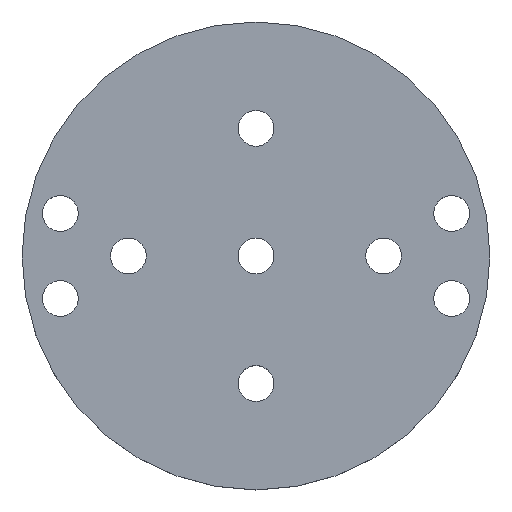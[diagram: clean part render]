
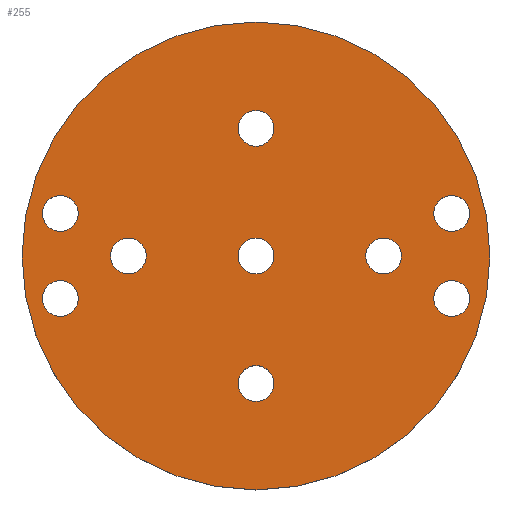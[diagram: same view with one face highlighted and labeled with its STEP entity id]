
A CAD part, top view. The second image highlights one B-rep face of the part: STEP entity #255.
In plain terms, the highlighted planar face has unit normal (0, 0, 1).
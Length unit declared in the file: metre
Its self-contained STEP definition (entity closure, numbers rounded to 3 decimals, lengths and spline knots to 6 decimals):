
#56=ORIENTED_EDGE('',*,*,#85,.T.);
#57=ORIENTED_EDGE('',*,*,#84,.F.);
#58=ORIENTED_EDGE('',*,*,#87,.F.);
#59=ORIENTED_EDGE('',*,*,#89,.F.);
#60=ORIENTED_EDGE('',*,*,#90,.F.);
#61=ORIENTED_EDGE('',*,*,#92,.F.);
#62=ORIENTED_EDGE('',*,*,#94,.F.);
#63=ORIENTED_EDGE('',*,*,#95,.F.);
#64=ORIENTED_EDGE('',*,*,#96,.F.);
#65=ORIENTED_EDGE('',*,*,#97,.F.);
#84=EDGE_CURVE('',#108,#108,#132,.T.);
#85=EDGE_CURVE('',#109,#109,#133,.T.);
#87=EDGE_CURVE('',#111,#111,#135,.T.);
#89=EDGE_CURVE('',#113,#113,#137,.T.);
#90=EDGE_CURVE('',#114,#114,#138,.T.);
#92=EDGE_CURVE('',#116,#116,#140,.T.);
#94=EDGE_CURVE('',#118,#118,#142,.T.);
#95=EDGE_CURVE('',#119,#119,#143,.T.);
#96=EDGE_CURVE('',#120,#120,#144,.T.);
#97=EDGE_CURVE('',#121,#121,#145,.T.);
#108=VERTEX_POINT('',#419);
#109=VERTEX_POINT('',#422);
#111=VERTEX_POINT('',#427);
#113=VERTEX_POINT('',#432);
#114=VERTEX_POINT('',#435);
#116=VERTEX_POINT('',#440);
#118=VERTEX_POINT('',#445);
#119=VERTEX_POINT('',#448);
#120=VERTEX_POINT('',#451);
#121=VERTEX_POINT('',#454);
#132=CIRCLE('',#285,0.0021);
#133=CIRCLE('',#287,0.0275);
#135=CIRCLE('',#290,0.0021);
#137=CIRCLE('',#293,0.0021);
#138=CIRCLE('',#295,0.0021);
#140=CIRCLE('',#298,0.0021);
#142=CIRCLE('',#301,0.0021);
#143=CIRCLE('',#303,0.0021);
#144=CIRCLE('',#305,0.0021);
#145=CIRCLE('',#307,0.0021);
#176=EDGE_LOOP('',(#56));
#177=EDGE_LOOP('',(#57));
#178=EDGE_LOOP('',(#58));
#179=EDGE_LOOP('',(#59));
#180=EDGE_LOOP('',(#60));
#181=EDGE_LOOP('',(#61));
#182=EDGE_LOOP('',(#62));
#183=EDGE_LOOP('',(#63));
#184=EDGE_LOOP('',(#64));
#185=EDGE_LOOP('',(#65));
#224=FACE_BOUND('',#176,.T.);
#225=FACE_BOUND('',#177,.T.);
#226=FACE_BOUND('',#178,.T.);
#227=FACE_BOUND('',#179,.T.);
#228=FACE_BOUND('',#180,.T.);
#229=FACE_BOUND('',#181,.T.);
#230=FACE_BOUND('',#182,.T.);
#231=FACE_BOUND('',#183,.T.);
#232=FACE_BOUND('',#184,.T.);
#233=FACE_BOUND('',#185,.T.);
#243=PLANE('',#308);
#255=ADVANCED_FACE('',(#224,#225,#226,#227,#228,#229,#230,#231,#232,#233),
#243,.T.);
#285=AXIS2_PLACEMENT_3D('',#418,#339,#340);
#287=AXIS2_PLACEMENT_3D('',#421,#343,#344);
#290=AXIS2_PLACEMENT_3D('',#426,#349,#350);
#293=AXIS2_PLACEMENT_3D('',#431,#355,#356);
#295=AXIS2_PLACEMENT_3D('',#434,#359,#360);
#298=AXIS2_PLACEMENT_3D('',#439,#365,#366);
#301=AXIS2_PLACEMENT_3D('',#444,#371,#372);
#303=AXIS2_PLACEMENT_3D('',#447,#375,#376);
#305=AXIS2_PLACEMENT_3D('',#450,#379,#380);
#307=AXIS2_PLACEMENT_3D('',#453,#383,#384);
#308=AXIS2_PLACEMENT_3D('',#455,#385,#386);
#339=DIRECTION('',(0.,0.,1.));
#340=DIRECTION('',(1.,0.,0.));
#343=DIRECTION('',(0.,0.,1.));
#344=DIRECTION('',(1.,0.,0.));
#349=DIRECTION('',(0.,0.,1.));
#350=DIRECTION('',(1.,0.,0.));
#355=DIRECTION('',(0.,0.,1.));
#356=DIRECTION('',(1.,0.,0.));
#359=DIRECTION('',(0.,0.,1.));
#360=DIRECTION('',(1.,0.,0.));
#365=DIRECTION('',(0.,0.,1.));
#366=DIRECTION('',(1.,0.,0.));
#371=DIRECTION('',(0.,0.,1.));
#372=DIRECTION('',(1.,0.,0.));
#375=DIRECTION('',(0.,0.,1.));
#376=DIRECTION('',(1.,0.,0.));
#379=DIRECTION('',(0.,0.,1.));
#380=DIRECTION('',(1.,0.,0.));
#383=DIRECTION('',(0.,0.,1.));
#384=DIRECTION('',(1.,0.,0.));
#385=DIRECTION('',(0.,0.,1.));
#386=DIRECTION('',(1.,0.,0.));
#418=CARTESIAN_POINT('',(-0.023,-0.005,0.1196));
#419=CARTESIAN_POINT('',(-0.0209,-0.005,0.1196));
#421=CARTESIAN_POINT('',(0.,0.,0.1196));
#422=CARTESIAN_POINT('',(0.0275,0.,0.1196));
#426=CARTESIAN_POINT('',(-0.015,0.,0.1196));
#427=CARTESIAN_POINT('',(-0.0129,0.,0.1196));
#431=CARTESIAN_POINT('',(0.,0.015,0.1196));
#432=CARTESIAN_POINT('',(0.0021,0.015,0.1196));
#434=CARTESIAN_POINT('',(0.,0.,0.1196));
#435=CARTESIAN_POINT('',(0.0021,0.,0.1196));
#439=CARTESIAN_POINT('',(0.015,0.,0.1196));
#440=CARTESIAN_POINT('',(0.0171,0.,0.1196));
#444=CARTESIAN_POINT('',(0.,-0.015,0.1196));
#445=CARTESIAN_POINT('',(0.0021,-0.015,0.1196));
#447=CARTESIAN_POINT('',(0.023,0.005,0.1196));
#448=CARTESIAN_POINT('',(0.0251,0.005,0.1196));
#450=CARTESIAN_POINT('',(0.023,-0.005,0.1196));
#451=CARTESIAN_POINT('',(0.0251,-0.005,0.1196));
#453=CARTESIAN_POINT('',(-0.023,0.005,0.1196));
#454=CARTESIAN_POINT('',(-0.0209,0.005,0.1196));
#455=CARTESIAN_POINT('',(0.,0.,0.1196));
